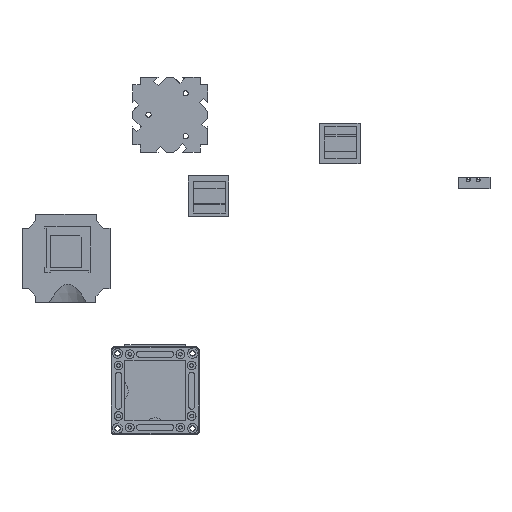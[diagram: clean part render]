
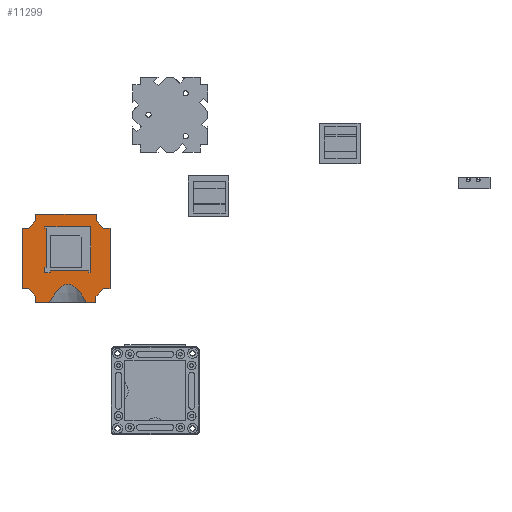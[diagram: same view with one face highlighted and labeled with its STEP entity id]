
A CAD part, top view. The second image highlights one B-rep face of the part: STEP entity #11299.
In plain terms, the highlighted planar face has unit normal (0, 0, 1).
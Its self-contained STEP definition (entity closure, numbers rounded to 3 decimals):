
#62=(
BOUNDED_CURVE()
B_SPLINE_CURVE(2,(#17400,#17401,#17402),.UNSPECIFIED.,.F.,.F.)
B_SPLINE_CURVE_WITH_KNOTS((3,3),(0.,2.97),.UNSPECIFIED.)
CURVE()
GEOMETRIC_REPRESENTATION_ITEM()
RATIONAL_B_SPLINE_CURVE((1.,1.289,1.))
REPRESENTATION_ITEM('')
);
#481=FACE_BOUND('',#1723,.T.);
#1071=FACE_OUTER_BOUND('',#1722,.T.);
#1722=EDGE_LOOP('',(#8733,#8734,#8735,#8736,#8737,#8738,#8739,#8740,#8741,
#8742,#8743,#8744,#8745,#8746,#8747,#8748,#8749,#8750));
#1723=EDGE_LOOP('',(#8751,#8752,#8753,#8754,#8755,#8756,#8757,#8758,#8759,
#8760,#8761,#8762));
#2514=LINE('',#17293,#3770);
#2522=LINE('',#17309,#3778);
#2525=LINE('',#17315,#3781);
#2528=LINE('',#17322,#3784);
#2532=LINE('',#17331,#3788);
#2536=LINE('',#17338,#3792);
#2551=LINE('',#17367,#3807);
#2552=LINE('',#17370,#3808);
#2555=LINE('',#17375,#3811);
#2559=LINE('',#17382,#3815);
#2567=LINE('',#17406,#3823);
#2571=LINE('',#17413,#3827);
#2616=LINE('',#17502,#3872);
#2619=LINE('',#17507,#3875);
#2621=LINE('',#17512,#3877);
#2622=LINE('',#17514,#3878);
#2623=LINE('',#17516,#3879);
#2624=LINE('',#17518,#3880);
#2625=LINE('',#17520,#3881);
#2626=LINE('',#17522,#3882);
#2627=LINE('',#17524,#3883);
#2628=LINE('',#17526,#3884);
#2629=LINE('',#17528,#3885);
#2630=LINE('',#17530,#3886);
#2631=LINE('',#17532,#3887);
#2632=LINE('',#17534,#3888);
#2633=LINE('',#17536,#3889);
#2634=LINE('',#17538,#3890);
#2635=LINE('',#17539,#3891);
#3770=VECTOR('',#14101,10.);
#3778=VECTOR('',#14111,10.);
#3781=VECTOR('',#14116,10.);
#3784=VECTOR('',#14121,10.);
#3788=VECTOR('',#14127,10.);
#3792=VECTOR('',#14133,10.);
#3807=VECTOR('',#14154,10.);
#3808=VECTOR('',#14157,10.);
#3811=VECTOR('',#14162,10.);
#3815=VECTOR('',#14168,10.);
#3823=VECTOR('',#14186,10.);
#3827=VECTOR('',#14190,10.);
#3872=VECTOR('',#14261,10.);
#3875=VECTOR('',#14266,10.);
#3877=VECTOR('',#14272,10.);
#3878=VECTOR('',#14273,10.);
#3879=VECTOR('',#14274,10.);
#3880=VECTOR('',#14275,10.);
#3881=VECTOR('',#14276,10.);
#3882=VECTOR('',#14277,10.);
#3883=VECTOR('',#14278,10.);
#3884=VECTOR('',#14279,10.);
#3885=VECTOR('',#14280,10.);
#3886=VECTOR('',#14281,10.);
#3887=VECTOR('',#14282,10.);
#3888=VECTOR('',#14283,10.);
#3889=VECTOR('',#14284,10.);
#3890=VECTOR('',#14285,10.);
#3891=VECTOR('',#14286,10.);
#5008=VERTEX_POINT('',#17291);
#5009=VERTEX_POINT('',#17292);
#5016=VERTEX_POINT('',#17308);
#5018=VERTEX_POINT('',#17314);
#5020=VERTEX_POINT('',#17320);
#5021=VERTEX_POINT('',#17321);
#5024=VERTEX_POINT('',#17329);
#5025=VERTEX_POINT('',#17330);
#5038=VERTEX_POINT('',#17365);
#5039=VERTEX_POINT('',#17369);
#5042=VERTEX_POINT('',#17380);
#5048=VERTEX_POINT('',#17398);
#5049=VERTEX_POINT('',#17399);
#5050=VERTEX_POINT('',#17405);
#5053=VERTEX_POINT('',#17411);
#5084=VERTEX_POINT('',#17501);
#5086=VERTEX_POINT('',#17511);
#5087=VERTEX_POINT('',#17513);
#5088=VERTEX_POINT('',#17515);
#5089=VERTEX_POINT('',#17517);
#5090=VERTEX_POINT('',#17519);
#5091=VERTEX_POINT('',#17521);
#5092=VERTEX_POINT('',#17523);
#5093=VERTEX_POINT('',#17525);
#5094=VERTEX_POINT('',#17527);
#5095=VERTEX_POINT('',#17529);
#5096=VERTEX_POINT('',#17531);
#5097=VERTEX_POINT('',#17533);
#5098=VERTEX_POINT('',#17535);
#5099=VERTEX_POINT('',#17537);
#6299=EDGE_CURVE('',#5008,#5009,#2514,.T.);
#6307=EDGE_CURVE('',#5016,#5008,#2522,.T.);
#6310=EDGE_CURVE('',#5009,#5018,#2525,.T.);
#6313=EDGE_CURVE('',#5020,#5021,#2528,.T.);
#6317=EDGE_CURVE('',#5024,#5025,#2532,.T.);
#6321=EDGE_CURVE('',#5025,#5020,#2536,.T.);
#6336=EDGE_CURVE('',#5016,#5038,#2551,.T.);
#6337=EDGE_CURVE('',#5039,#5018,#2552,.T.);
#6340=EDGE_CURVE('',#5038,#5021,#2555,.T.);
#6344=EDGE_CURVE('',#5024,#5042,#2559,.T.);
#6352=EDGE_CURVE('',#5048,#5049,#62,.T.);
#6354=EDGE_CURVE('',#5048,#5050,#2567,.T.);
#6358=EDGE_CURVE('',#5053,#5049,#2571,.T.);
#6403=EDGE_CURVE('',#5042,#5084,#2616,.T.);
#6406=EDGE_CURVE('',#5084,#5039,#2619,.T.);
#6408=EDGE_CURVE('',#5053,#5086,#2621,.T.);
#6409=EDGE_CURVE('',#5086,#5087,#2622,.T.);
#6410=EDGE_CURVE('',#5087,#5088,#2623,.T.);
#6411=EDGE_CURVE('',#5088,#5089,#2624,.T.);
#6412=EDGE_CURVE('',#5089,#5090,#2625,.T.);
#6413=EDGE_CURVE('',#5090,#5091,#2626,.T.);
#6414=EDGE_CURVE('',#5091,#5092,#2627,.T.);
#6415=EDGE_CURVE('',#5092,#5093,#2628,.T.);
#6416=EDGE_CURVE('',#5093,#5094,#2629,.T.);
#6417=EDGE_CURVE('',#5094,#5095,#2630,.T.);
#6418=EDGE_CURVE('',#5095,#5096,#2631,.T.);
#6419=EDGE_CURVE('',#5096,#5097,#2632,.T.);
#6420=EDGE_CURVE('',#5098,#5097,#2633,.T.);
#6421=EDGE_CURVE('',#5099,#5098,#2634,.T.);
#6422=EDGE_CURVE('',#5050,#5099,#2635,.T.);
#8733=ORIENTED_EDGE('',*,*,#6352,.T.);
#8734=ORIENTED_EDGE('',*,*,#6358,.F.);
#8735=ORIENTED_EDGE('',*,*,#6408,.T.);
#8736=ORIENTED_EDGE('',*,*,#6409,.T.);
#8737=ORIENTED_EDGE('',*,*,#6410,.T.);
#8738=ORIENTED_EDGE('',*,*,#6411,.T.);
#8739=ORIENTED_EDGE('',*,*,#6412,.T.);
#8740=ORIENTED_EDGE('',*,*,#6413,.T.);
#8741=ORIENTED_EDGE('',*,*,#6414,.T.);
#8742=ORIENTED_EDGE('',*,*,#6415,.T.);
#8743=ORIENTED_EDGE('',*,*,#6416,.T.);
#8744=ORIENTED_EDGE('',*,*,#6417,.T.);
#8745=ORIENTED_EDGE('',*,*,#6418,.T.);
#8746=ORIENTED_EDGE('',*,*,#6419,.T.);
#8747=ORIENTED_EDGE('',*,*,#6420,.F.);
#8748=ORIENTED_EDGE('',*,*,#6421,.F.);
#8749=ORIENTED_EDGE('',*,*,#6422,.F.);
#8750=ORIENTED_EDGE('',*,*,#6354,.F.);
#8751=ORIENTED_EDGE('',*,*,#6340,.T.);
#8752=ORIENTED_EDGE('',*,*,#6313,.F.);
#8753=ORIENTED_EDGE('',*,*,#6321,.F.);
#8754=ORIENTED_EDGE('',*,*,#6317,.F.);
#8755=ORIENTED_EDGE('',*,*,#6344,.T.);
#8756=ORIENTED_EDGE('',*,*,#6403,.T.);
#8757=ORIENTED_EDGE('',*,*,#6406,.T.);
#8758=ORIENTED_EDGE('',*,*,#6337,.T.);
#8759=ORIENTED_EDGE('',*,*,#6310,.F.);
#8760=ORIENTED_EDGE('',*,*,#6299,.F.);
#8761=ORIENTED_EDGE('',*,*,#6307,.F.);
#8762=ORIENTED_EDGE('',*,*,#6336,.T.);
#10760=PLANE('',#12321);
#11299=ADVANCED_FACE('',(#1071,#481),#10760,.T.);
#12321=AXIS2_PLACEMENT_3D('',#17510,#14270,#14271);
#14101=DIRECTION('',(1.,0.,0.));
#14111=DIRECTION('',(0.,1.,0.));
#14116=DIRECTION('',(0.,-1.,0.));
#14121=DIRECTION('',(-1.,0.,0.));
#14127=DIRECTION('',(1.,0.,0.));
#14133=DIRECTION('',(0.,-1.,0.));
#14154=DIRECTION('',(-1.,0.,0.));
#14157=DIRECTION('',(-1.,0.,0.));
#14162=DIRECTION('',(0.,1.,0.));
#14168=DIRECTION('',(0.,1.,0.));
#14186=DIRECTION('',(-1.,0.,0.));
#14190=DIRECTION('',(-1.,0.,0.));
#14261=DIRECTION('',(1.,0.,0.));
#14266=DIRECTION('',(0.,-1.,0.));
#14270=DIRECTION('center_axis',(0.,0.,1.));
#14271=DIRECTION('ref_axis',(1.,0.,0.));
#14272=DIRECTION('',(0.,1.,0.));
#14273=DIRECTION('',(0.707,0.707,0.));
#14274=DIRECTION('',(1.,0.,0.));
#14275=DIRECTION('',(0.,1.,0.));
#14276=DIRECTION('',(-1.,0.,0.));
#14277=DIRECTION('',(-0.707,0.707,0.));
#14278=DIRECTION('',(0.,1.,0.));
#14279=DIRECTION('',(-1.,0.,0.));
#14280=DIRECTION('',(0.,-1.,0.));
#14281=DIRECTION('',(-0.707,-0.707,0.));
#14282=DIRECTION('',(-1.,0.,0.));
#14283=DIRECTION('',(0.,-1.,0.));
#14284=DIRECTION('',(-1.,0.,0.));
#14285=DIRECTION('',(-0.707,0.707,0.));
#14286=DIRECTION('',(0.,1.,0.));
#17291=CARTESIAN_POINT('',(-29.951,13.93,13.));
#17292=CARTESIAN_POINT('',(-7.951,13.93,13.));
#17293=CARTESIAN_POINT('',(-25.201,13.93,13.));
#17308=CARTESIAN_POINT('',(-29.951,12.93,13.));
#17309=CARTESIAN_POINT('',(-29.951,19.18,13.));
#17314=CARTESIAN_POINT('',(-7.951,12.93,13.));
#17315=CARTESIAN_POINT('',(-7.951,19.68,13.));
#17320=CARTESIAN_POINT('',(-31.951,15.93,13.));
#17321=CARTESIAN_POINT('',(-32.951,15.93,13.));
#17322=CARTESIAN_POINT('',(-26.201,15.93,13.));
#17329=CARTESIAN_POINT('',(-32.951,37.93,13.));
#17330=CARTESIAN_POINT('',(-31.951,37.93,13.));
#17331=CARTESIAN_POINT('',(-26.701,37.93,13.));
#17338=CARTESIAN_POINT('',(-31.951,31.68,13.));
#17365=CARTESIAN_POINT('',(-32.951,12.93,13.));
#17367=CARTESIAN_POINT('',(-15.405,12.93,13.));
#17369=CARTESIAN_POINT('',(-6.951,12.93,13.));
#17370=CARTESIAN_POINT('',(-15.405,12.93,13.));
#17375=CARTESIAN_POINT('',(-32.951,29.93,13.));
#17380=CARTESIAN_POINT('',(-32.951,38.93,13.));
#17382=CARTESIAN_POINT('',(-32.951,29.93,13.));
#17398=CARTESIAN_POINT('',(-30.525,-3.97,13.));
#17399=CARTESIAN_POINT('',(-9.277,-3.97,13.));
#17400=CARTESIAN_POINT('Ctrl Pts',(-30.525,-3.97,13.));
#17401=CARTESIAN_POINT('Ctrl Pts',(-19.901,14.458,13.));
#17402=CARTESIAN_POINT('Ctrl Pts',(-9.277,-3.97,13.));
#17405=CARTESIAN_POINT('',(-37.93,-3.97,13.));
#17406=CARTESIAN_POINT('',(-37.73,-3.97,13.));
#17411=CARTESIAN_POINT('',(-3.971,-3.97,13.));
#17413=CARTESIAN_POINT('',(-37.73,-3.97,13.));
#17501=CARTESIAN_POINT('',(-6.951,38.93,13.));
#17502=CARTESIAN_POINT('',(-2.405,38.93,13.));
#17507=CARTESIAN_POINT('',(-6.951,16.93,13.));
#17510=CARTESIAN_POINT('Origin',(2.141,20.93,13.));
#17511=CARTESIAN_POINT('',(-3.971,-0.437,13.));
#17512=CARTESIAN_POINT('',(-3.971,-4.17,13.));
#17513=CARTESIAN_POINT('',(0.395,3.93,13.));
#17514=CARTESIAN_POINT('',(-3.971,-0.437,13.));
#17515=CARTESIAN_POINT('',(3.97,3.93,13.));
#17516=CARTESIAN_POINT('',(0.395,3.93,13.));
#17517=CARTESIAN_POINT('',(3.97,37.93,13.));
#17518=CARTESIAN_POINT('',(3.97,3.93,13.));
#17519=CARTESIAN_POINT('',(0.395,37.93,13.));
#17520=CARTESIAN_POINT('',(4.17,37.93,13.));
#17521=CARTESIAN_POINT('',(-3.93,42.255,13.));
#17522=CARTESIAN_POINT('',(0.395,37.93,13.));
#17523=CARTESIAN_POINT('',(-3.93,45.83,13.));
#17524=CARTESIAN_POINT('',(-3.93,42.255,13.));
#17525=CARTESIAN_POINT('',(-37.93,45.83,13.));
#17526=CARTESIAN_POINT('',(-3.93,45.83,13.));
#17527=CARTESIAN_POINT('',(-37.93,42.255,13.));
#17528=CARTESIAN_POINT('',(-37.93,46.03,13.));
#17529=CARTESIAN_POINT('',(-42.255,37.93,13.));
#17530=CARTESIAN_POINT('',(-37.93,42.255,13.));
#17531=CARTESIAN_POINT('',(-45.83,37.93,13.));
#17532=CARTESIAN_POINT('',(-42.255,37.93,13.));
#17533=CARTESIAN_POINT('',(-45.83,3.93,13.));
#17534=CARTESIAN_POINT('',(-45.83,37.93,13.));
#17535=CARTESIAN_POINT('',(-42.255,3.93,13.));
#17536=CARTESIAN_POINT('',(-42.255,3.93,13.));
#17537=CARTESIAN_POINT('',(-37.93,-0.395,13.));
#17538=CARTESIAN_POINT('',(-37.93,-0.395,13.));
#17539=CARTESIAN_POINT('',(-37.93,-4.17,13.));
